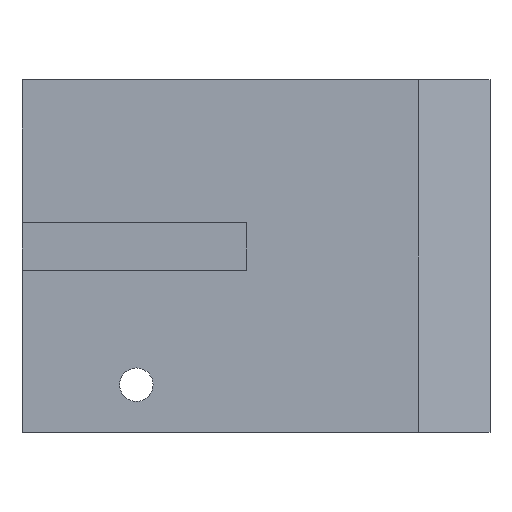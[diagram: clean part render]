
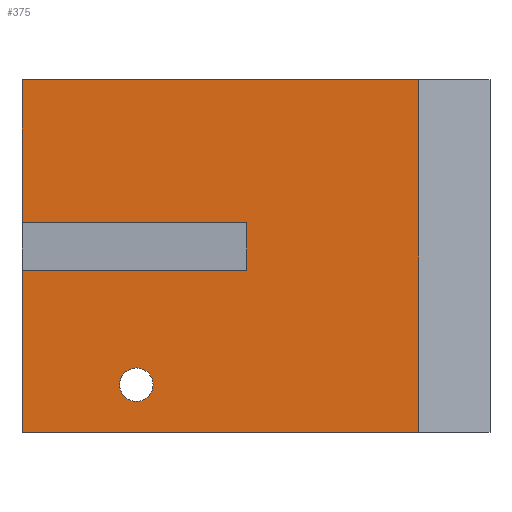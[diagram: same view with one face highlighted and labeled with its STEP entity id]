
A CAD part, front view. The second image highlights one B-rep face of the part: STEP entity #375.
In plain terms, the highlighted planar face has unit normal (0, -1, 0).
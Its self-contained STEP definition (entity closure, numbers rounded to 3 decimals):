
#22 = VERTEX_POINT ( 'NONE', #939 ) ;
#70 = ORIENTED_EDGE ( 'NONE', *, *, #1200, .F. ) ;
#72 = ORIENTED_EDGE ( 'NONE', *, *, #638, .T. ) ;
#89 = CARTESIAN_POINT ( 'NONE',  ( -12.8, 5., -17. ) ) ;
#121 = EDGE_CURVE ( 'NONE', #162, #844, #1013, .T. ) ;
#127 = DIRECTION ( 'NONE',  ( 0., 0., 1. ) ) ;
#139 = DIRECTION ( 'NONE',  ( -1., 0., 0. ) ) ;
#162 = VERTEX_POINT ( 'NONE', #662 ) ;
#178 = VERTEX_POINT ( 'NONE', #1005 ) ;
#180 = LINE ( 'NONE', #1250, #1183 ) ;
#208 = DIRECTION ( 'NONE',  ( 0., 1., 0. ) ) ;
#213 = VECTOR ( 'NONE', #1123, 1000. ) ;
#223 = EDGE_CURVE ( 'NONE', #474, #421, #555, .T. ) ;
#237 = AXIS2_PLACEMENT_3D ( 'NONE', #341, #208, #634 ) ;
#238 = VECTOR ( 'NONE', #1136, 1000. ) ;
#261 = CARTESIAN_POINT ( 'NONE',  ( -0.8, 5., -12. ) ) ;
#308 = DIRECTION ( 'NONE',  ( -1., 0., 0. ) ) ;
#333 = EDGE_CURVE ( 'NONE', #844, #472, #180, .T. ) ;
#341 = CARTESIAN_POINT ( 'NONE',  ( 12.8, 5., -17. ) ) ;
#352 = VECTOR ( 'NONE', #139, 1000. ) ;
#353 = CARTESIAN_POINT ( 'NONE',  ( 11.3, 5., 5. ) ) ;
#361 = ORIENTED_EDGE ( 'NONE', *, *, #962, .T. ) ;
#375 = ADVANCED_FACE ( 'NONE', ( #956, #1174 ), #1305, .F. ) ;
#376 = CARTESIAN_POINT ( 'NONE',  ( 10.8, 5., 5. ) ) ;
#395 = DIRECTION ( 'NONE',  ( 0., 0., -1. ) ) ;
#414 = CARTESIAN_POINT ( 'NONE',  ( 10.8, 5., 20. ) ) ;
#421 = VERTEX_POINT ( 'NONE', #1213 ) ;
#453 = EDGE_LOOP ( 'NONE', ( #623, #1377 ) ) ;
#472 = VERTEX_POINT ( 'NONE', #1007 ) ;
#474 = VERTEX_POINT ( 'NONE', #376 ) ;
#492 = CARTESIAN_POINT ( 'NONE',  ( 12.8, 5., 0. ) ) ;
#502 = CARTESIAN_POINT ( 'NONE',  ( 10.8, 5., 0. ) ) ;
#507 = VECTOR ( 'NONE', #637, 1000. ) ;
#510 = VERTEX_POINT ( 'NONE', #687 ) ;
#538 = EDGE_CURVE ( 'NONE', #1279, #510, #1375, .T. ) ;
#547 = LINE ( 'NONE', #414, #507 ) ;
#549 = CIRCLE ( 'NONE', #1317, 1.75 ) ;
#555 = LINE ( 'NONE', #353, #971 ) ;
#602 = DIRECTION ( 'NONE',  ( -1., 0., 0. ) ) ;
#615 = ORIENTED_EDGE ( 'NONE', *, *, #121, .T. ) ;
#623 = ORIENTED_EDGE ( 'NONE', *, *, #688, .T. ) ;
#634 = DIRECTION ( 'NONE',  ( 0., 0., 1. ) ) ;
#637 = DIRECTION ( 'NONE',  ( 0., 0., -1. ) ) ;
#638 = EDGE_CURVE ( 'NONE', #474, #1279, #547, .T. ) ;
#662 = CARTESIAN_POINT ( 'NONE',  ( 28.8, 5., -17. ) ) ;
#687 = CARTESIAN_POINT ( 'NONE',  ( -12.8, 5., 0. ) ) ;
#688 = EDGE_CURVE ( 'NONE', #1311, #178, #549, .T. ) ;
#691 = CARTESIAN_POINT ( 'NONE',  ( -12.8, 5., 36.859 ) ) ;
#751 = EDGE_CURVE ( 'NONE', #178, #1311, #1343, .T. ) ;
#757 = DIRECTION ( 'NONE',  ( 0., 1., 0. ) ) ;
#762 = LINE ( 'NONE', #969, #352 ) ;
#775 = DIRECTION ( 'NONE',  ( -1., 0., 0. ) ) ;
#825 = CARTESIAN_POINT ( 'NONE',  ( -2.55, 5., -12. ) ) ;
#826 = ORIENTED_EDGE ( 'NONE', *, *, #925, .F. ) ;
#836 = EDGE_LOOP ( 'NONE', ( #70, #615, #1134, #361, #1089, #72, #1381, #826 ) ) ;
#844 = VERTEX_POINT ( 'NONE', #1211 ) ;
#925 = EDGE_CURVE ( 'NONE', #22, #510, #1017, .T. ) ;
#928 = AXIS2_PLACEMENT_3D ( 'NONE', #261, #1195, #1108 ) ;
#939 = CARTESIAN_POINT ( 'NONE',  ( -12.8, 5., -17. ) ) ;
#956 = FACE_BOUND ( 'NONE', #453, .T. ) ;
#962 = EDGE_CURVE ( 'NONE', #472, #421, #1249, .T. ) ;
#969 = CARTESIAN_POINT ( 'NONE',  ( 12.8, 5., -17. ) ) ;
#971 = VECTOR ( 'NONE', #775, 1000. ) ;
#978 = CARTESIAN_POINT ( 'NONE',  ( -0.8, 5., -12. ) ) ;
#1005 = CARTESIAN_POINT ( 'NONE',  ( 0.95, 5., -12. ) ) ;
#1007 = CARTESIAN_POINT ( 'NONE',  ( -12.8, 5., 20. ) ) ;
#1013 = LINE ( 'NONE', #1335, #213 ) ;
#1017 = LINE ( 'NONE', #89, #238 ) ;
#1089 = ORIENTED_EDGE ( 'NONE', *, *, #223, .F. ) ;
#1108 = DIRECTION ( 'NONE',  ( 0., 0., 1. ) ) ;
#1123 = DIRECTION ( 'NONE',  ( 0., 0., 1. ) ) ;
#1134 = ORIENTED_EDGE ( 'NONE', *, *, #333, .T. ) ;
#1136 = DIRECTION ( 'NONE',  ( 0., 0., 1. ) ) ;
#1174 = FACE_OUTER_BOUND ( 'NONE', #836, .T. ) ;
#1183 = VECTOR ( 'NONE', #602, 1000. ) ;
#1195 = DIRECTION ( 'NONE',  ( 0., 1., 0. ) ) ;
#1200 = EDGE_CURVE ( 'NONE', #162, #22, #762, .T. ) ;
#1211 = CARTESIAN_POINT ( 'NONE',  ( 28.8, 5., 20. ) ) ;
#1213 = CARTESIAN_POINT ( 'NONE',  ( -12.8, 5., 5. ) ) ;
#1249 = LINE ( 'NONE', #691, #1371 ) ;
#1250 = CARTESIAN_POINT ( 'NONE',  ( 11.3, 5., 20. ) ) ;
#1279 = VERTEX_POINT ( 'NONE', #502 ) ;
#1305 = PLANE ( 'NONE',  #237 ) ;
#1311 = VERTEX_POINT ( 'NONE', #825 ) ;
#1317 = AXIS2_PLACEMENT_3D ( 'NONE', #978, #757, #127 ) ;
#1335 = CARTESIAN_POINT ( 'NONE',  ( 28.8, 5., 20. ) ) ;
#1343 = CIRCLE ( 'NONE', #928, 1.75 ) ;
#1371 = VECTOR ( 'NONE', #395, 1000. ) ;
#1375 = LINE ( 'NONE', #492, #1390 ) ;
#1377 = ORIENTED_EDGE ( 'NONE', *, *, #751, .T. ) ;
#1381 = ORIENTED_EDGE ( 'NONE', *, *, #538, .T. ) ;
#1390 = VECTOR ( 'NONE', #308, 1000. ) ;
